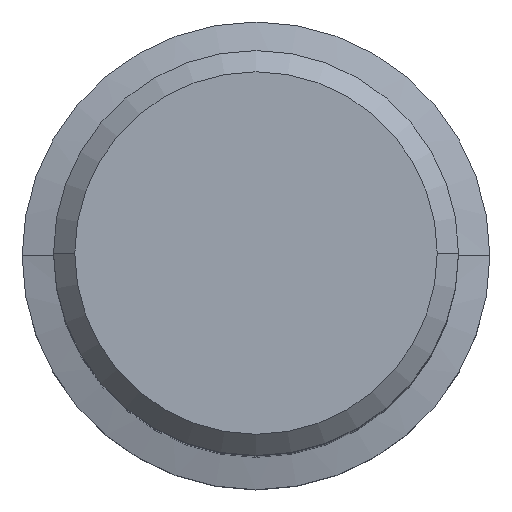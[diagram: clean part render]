
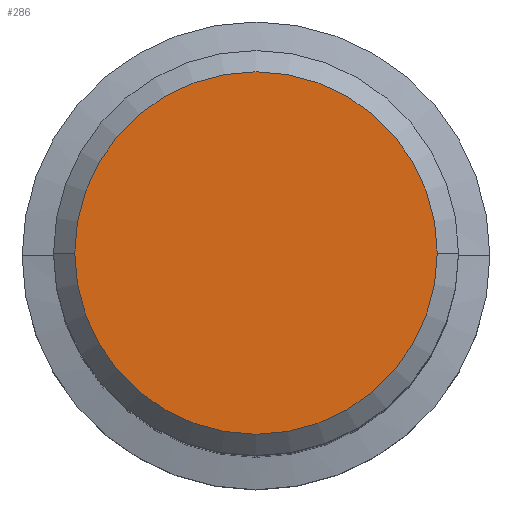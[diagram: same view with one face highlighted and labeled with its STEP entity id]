
A CAD part, top view. The second image highlights one B-rep face of the part: STEP entity #286.
In plain terms, the highlighted planar face has unit normal (0, 0, 1).
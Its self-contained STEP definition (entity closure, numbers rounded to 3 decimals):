
#25 = ORIENTED_EDGE ( 'NONE', *, *, #798, .T. ) ;
#165 = FACE_OUTER_BOUND ( 'NONE', #615, .T. ) ;
#188 = DIRECTION ( 'NONE',  ( 0., 0., 1. ) ) ;
#235 = DIRECTION ( 'NONE',  ( 0., 0., 1. ) ) ;
#263 = CARTESIAN_POINT ( 'NONE',  ( 0., 0., 0. ) ) ;
#286 = ADVANCED_FACE ( 'NONE', ( #165 ), #624, .T. ) ;
#308 = EDGE_CURVE ( 'NONE', #790, #717, #833, .T. ) ;
#351 = CIRCLE ( 'NONE', #432, 4.263 ) ;
#402 = CARTESIAN_POINT ( 'NONE',  ( 0., 0., 0. ) ) ;
#427 = CARTESIAN_POINT ( 'NONE',  ( 4.263, 0., 0. ) ) ;
#432 = AXIS2_PLACEMENT_3D ( 'NONE', #675, #235, #745 ) ;
#451 = CARTESIAN_POINT ( 'NONE',  ( -4.263, 0., 0. ) ) ;
#481 = DIRECTION ( 'NONE',  ( 1., 0., 0. ) ) ;
#546 = DIRECTION ( 'NONE',  ( 0., 0., 1. ) ) ;
#615 = EDGE_LOOP ( 'NONE', ( #625, #25 ) ) ;
#624 = PLANE ( 'NONE',  #726 ) ;
#625 = ORIENTED_EDGE ( 'NONE', *, *, #308, .T. ) ;
#675 = CARTESIAN_POINT ( 'NONE',  ( 0., 0., 0. ) ) ;
#683 = AXIS2_PLACEMENT_3D ( 'NONE', #402, #546, #481 ) ;
#707 = DIRECTION ( 'NONE',  ( 1., 0., 0. ) ) ;
#717 = VERTEX_POINT ( 'NONE', #427 ) ;
#726 = AXIS2_PLACEMENT_3D ( 'NONE', #263, #188, #707 ) ;
#745 = DIRECTION ( 'NONE',  ( 1., 0., 0. ) ) ;
#790 = VERTEX_POINT ( 'NONE', #451 ) ;
#798 = EDGE_CURVE ( 'NONE', #717, #790, #351, .T. ) ;
#833 = CIRCLE ( 'NONE', #683, 4.263 ) ;
